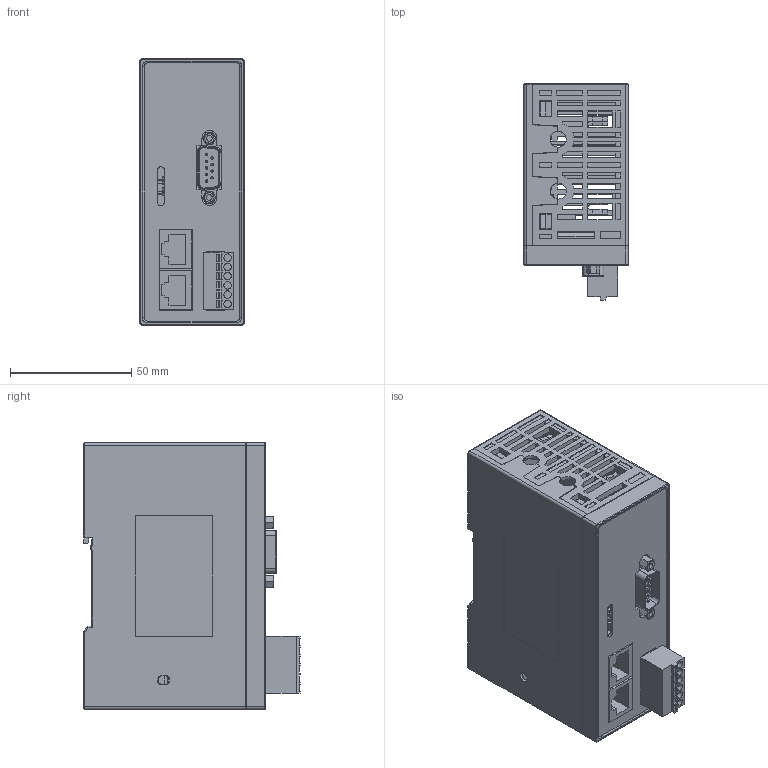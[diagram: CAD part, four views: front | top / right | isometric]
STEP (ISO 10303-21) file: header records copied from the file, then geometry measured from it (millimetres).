
FILE_DESCRIPTION(/* description */ (''),/* implementation_level */ '2;1');
FILE_NAME(/* name */ 'A-BOX-4G',/* time_stamp */ '2020-12-25T18:06:04+08:00',/* author */ (''),/* organization */ (''),/* preprocessor_version */ 'ST-DEVELOPER v15',/* originating_system */ '',/* authorisation */ '');
FILE_SCHEMA (('AUTOMOTIVE_DESIGN'));
Length unit declared in the file: millimetre
Products named in the file (1): Document
Bounding box: 43 x 89.3 x 110 mm (x, y, z)
Volume: 68442.2 mm3; surface area: 77896.2 mm2
Topology: 6 solids, 7 shells, 1646 faces, 4641 edges, 2984 vertices
Faces by surface type: plane 1172, bspline 474
Entity records: 56483 total; most frequent: CARTESIAN_POINT 27124, ORIENTED_EDGE 9140, EDGE_CURVE 4575, B_SPLINE_CURVE_WITH_KNOTS 3768, VERTEX_POINT 2984, EDGE_LOOP 1811, ADVANCED_FACE 1646, FACE_OUTER_BOUND 1646
